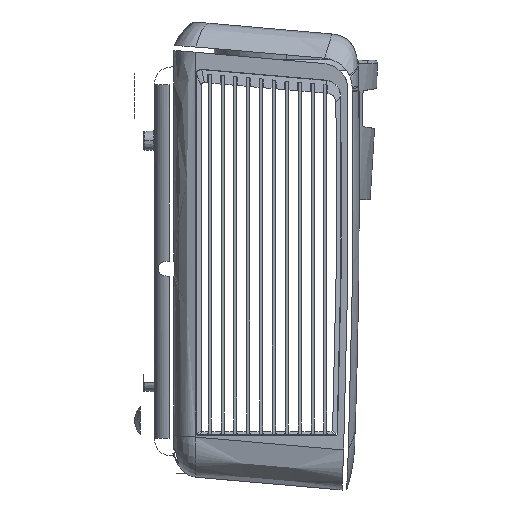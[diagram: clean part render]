
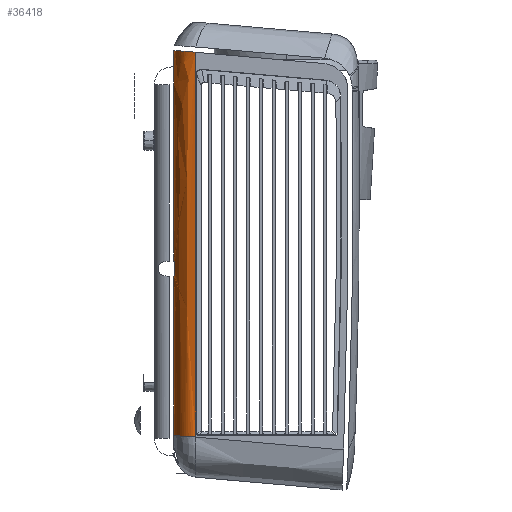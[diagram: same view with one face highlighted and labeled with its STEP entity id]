
A CAD part, left-side view. The second image highlights one B-rep face of the part: STEP entity #36418.
In plain terms, the highlighted free-form (B-spline) face has degree [3, 3] with [7, 4] control points.
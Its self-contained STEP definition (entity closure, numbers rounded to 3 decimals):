
#35522=CARTESIAN_POINT('',(-95.742,67.481,-24.5));
#35523=CARTESIAN_POINT('',(-95.742,67.481,
-23.989));
#35524=CARTESIAN_POINT('',(-95.586,67.515,
-23.019));
#35525=CARTESIAN_POINT('',(-94.896,67.648,
-21.655));
#35526=CARTESIAN_POINT('',(-93.813,67.816,
-20.579));
#35527=CARTESIAN_POINT('',(-92.445,67.956,
-19.898));
#35528=CARTESIAN_POINT('',(-91.47,67.996,
-19.75));
#35529=CARTESIAN_POINT('',(-90.96,68.,
-19.754));
#35531=DIRECTION('',(0.,0.,1.));
#35532=VECTOR('',#35531,109.754);
#35533=CARTESIAN_POINT('',(-90.96,68.,
-19.754));
#35534=LINE('',#35533,#35532);
#35535=CARTESIAN_POINT('',(-90.968,68.,
90.));
#35536=CARTESIAN_POINT('',(-90.965,68.,
90.198));
#35537=CARTESIAN_POINT('',(-90.95,68.,
90.598));
#35538=CARTESIAN_POINT('',(-90.908,68.,
91.208));
#35539=CARTESIAN_POINT('',(-90.856,68.,
91.621));
#35540=CARTESIAN_POINT('',(-90.826,68.,
91.828));
#35542=DIRECTION('',(0.,0.,1.));
#35543=VECTOR('',#35542,19.4);
#35544=CARTESIAN_POINT('',(-90.826,68.,
91.828));
#35545=LINE('',#35544,#35543);
#35546=CARTESIAN_POINT('',(-90.826,68.,
111.229));
#35547=CARTESIAN_POINT('',(-91.756,68.,
111.229));
#35548=CARTESIAN_POINT('',(-93.617,67.905,111.22));
#35549=CARTESIAN_POINT('',(-96.373,67.484,
111.183));
#35550=CARTESIAN_POINT('',(-98.988,66.802,
111.124));
#35551=CARTESIAN_POINT('',(-101.368,65.902,
111.045));
#35552=CARTESIAN_POINT('',(-103.468,64.843,
110.952));
#35553=CARTESIAN_POINT('',(-105.276,63.666,
110.849));
#35554=CARTESIAN_POINT('',(-106.8,62.406,
110.739));
#35555=CARTESIAN_POINT('',(-108.044,61.107,
110.626));
#35556=CARTESIAN_POINT('',(-109.031,59.791,
110.51));
#35557=CARTESIAN_POINT('',(-109.79,58.46,
110.394));
#35558=CARTESIAN_POINT('',(-110.334,57.135,
110.278));
#35559=CARTESIAN_POINT('',(-110.686,55.814,
110.162));
#35560=CARTESIAN_POINT('',(-110.799,54.936,
110.086));
#35561=CARTESIAN_POINT('',(-110.826,54.5,
110.047));
#35563=DIRECTION('',(0.,0.,-1.));
#35564=VECTOR('',#35563,239.267);
#35565=CARTESIAN_POINT('',(-110.826,54.5,
110.047));
#35566=LINE('',#35565,#35564);
#35567=CARTESIAN_POINT('',(-110.826,54.5,
-129.219));
#35568=CARTESIAN_POINT('',(-110.777,55.304,
-129.154));
#35569=CARTESIAN_POINT('',(-110.454,56.961,
-129.029));
#35570=CARTESIAN_POINT('',(-109.105,59.556,
-128.854));
#35571=CARTESIAN_POINT('',(-106.907,61.998,
-128.705));
#35572=CARTESIAN_POINT('',(-103.992,64.177,
-128.573));
#35573=CARTESIAN_POINT('',(-100.204,66.125,
-128.437));
#35574=CARTESIAN_POINT('',(-95.645,67.582,
-128.277));
#35575=CARTESIAN_POINT('',(-92.481,67.988,
-128.134));
#35576=CARTESIAN_POINT('',(-90.959,68.,
-128.046));
#35578=DIRECTION('',(0.,0.,1.));
#35579=VECTOR('',#35578,98.8);
#35580=CARTESIAN_POINT('',(-90.959,68.,
-128.046));
#35581=LINE('',#35580,#35579);
#35582=CARTESIAN_POINT('',(-90.967,68.,
-29.246));
#35583=CARTESIAN_POINT('',(-91.475,67.996,
-29.25));
#35584=CARTESIAN_POINT('',(-92.448,67.955,
-29.101));
#35585=CARTESIAN_POINT('',(-93.822,67.812,
-28.414));
#35586=CARTESIAN_POINT('',(-94.893,67.645,
-27.348));
#35587=CARTESIAN_POINT('',(-95.588,67.513,
-25.978));
#35588=CARTESIAN_POINT('',(-95.742,67.481,
-25.01));
#35589=CARTESIAN_POINT('',(-95.742,67.481,-24.5));
#36153=CARTESIAN_POINT('',(-110.826,54.5,
110.047));
#36155=VERTEX_POINT('',#36153);
#36157=VERTEX_POINT('',#35546);
#36168=VERTEX_POINT('',#35576);
#36169=VERTEX_POINT('',#35567);
#36179=VERTEX_POINT('',#35529);
#36180=VERTEX_POINT('',#35522);
#36181=CARTESIAN_POINT('',(-90.968,68.,
90.));
#36182=VERTEX_POINT('',#36181);
#36183=VERTEX_POINT('',#35540);
#36184=CARTESIAN_POINT('',(-90.967,68.,
-29.246));
#36185=VERTEX_POINT('',#36184);
#36370=CARTESIAN_POINT('',(-90.562,67.999,
116.031));
#36371=CARTESIAN_POINT('',(-90.58,67.999,
33.084));
#36372=CARTESIAN_POINT('',(-90.598,67.999,
-49.864));
#36373=CARTESIAN_POINT('',(-90.617,67.999,
-132.811));
#36374=CARTESIAN_POINT('',(-93.168,68.024,
116.026));
#36375=CARTESIAN_POINT('',(-93.002,68.024,
33.038));
#36376=CARTESIAN_POINT('',(-92.836,68.024,
-49.95));
#36377=CARTESIAN_POINT('',(-92.67,68.024,
-132.938));
#36378=CARTESIAN_POINT('',(-98.33,67.341,
115.96));
#36379=CARTESIAN_POINT('',(-97.948,67.343,
32.93));
#36380=CARTESIAN_POINT('',(-97.567,67.345,
-50.1));
#36381=CARTESIAN_POINT('',(-97.185,67.347,
-133.13));
#36382=CARTESIAN_POINT('',(-104.953,64.341,
115.699));
#36383=CARTESIAN_POINT('',(-104.592,64.396,
32.683));
#36384=CARTESIAN_POINT('',(-104.232,64.452,
-50.333));
#36385=CARTESIAN_POINT('',(-103.872,64.508,
-133.349));
#36386=CARTESIAN_POINT('',(-109.554,59.807,
115.309));
#36387=CARTESIAN_POINT('',(-109.42,59.917,
32.34));
#36388=CARTESIAN_POINT('',(-109.286,60.028,
-50.629));
#36389=CARTESIAN_POINT('',(-109.152,60.138,
-133.599));
#36390=CARTESIAN_POINT('',(-110.767,56.152,
114.993));
#36391=CARTESIAN_POINT('',(-110.769,56.218,
32.044));
#36392=CARTESIAN_POINT('',(-110.77,56.283,
-50.905));
#36393=CARTESIAN_POINT('',(-110.772,56.348,
-133.854));
#36394=CARTESIAN_POINT('',(-110.837,54.267,
114.829));
#36395=CARTESIAN_POINT('',(-110.837,54.259,
31.878));
#36396=CARTESIAN_POINT('',(-110.837,54.25,
-51.074));
#36397=CARTESIAN_POINT('',(-110.838,54.241,
-134.026));
#36398=B_SPLINE_SURFACE_WITH_KNOTS('',3,3,((#36370,#36371,#36372,#36373),
(#36374,#36375,#36376,#36377),(#36378,#36379,#36380,#36381),(#36382,#36383,
#36384,#36385),(#36386,#36387,#36388,#36389),(#36390,#36391,#36392,#36393),(
#36394,#36395,#36396,#36397)),.UNSPECIFIED.,.F.,.F.,.F.,(4,1,1,1,4),(4,4),(
0.003,0.255,0.499,0.742,
0.996),(0.,1.),.UNSPECIFIED.);
#36400=ORIENTED_EDGE('',*,*,#36399,.T.);
#36402=ORIENTED_EDGE('',*,*,#36401,.T.);
#36404=ORIENTED_EDGE('',*,*,#36403,.T.);
#36406=ORIENTED_EDGE('',*,*,#36405,.T.);
#36408=ORIENTED_EDGE('',*,*,#36407,.T.);
#36409=ORIENTED_EDGE('',*,*,#36343,.T.);
#36411=ORIENTED_EDGE('',*,*,#36410,.T.);
#36413=ORIENTED_EDGE('',*,*,#36412,.T.);
#36415=ORIENTED_EDGE('',*,*,#36414,.T.);
#36416=EDGE_LOOP('',(#36400,#36402,#36404,#36406,#36408,#36409,#36411,#36413,
#36415));
#36417=FACE_OUTER_BOUND('',#36416,.F.);
#35530=B_SPLINE_CURVE_WITH_KNOTS('',3,(#35522,#35523,#35524,#35525,#35526,
#35527,#35528,#35529),.UNSPECIFIED.,.F.,.F.,(4,1,1,1,1,4),(0.,0.2,0.4,
0.6,0.8,1.),.UNSPECIFIED.);
#35541=B_SPLINE_CURVE_WITH_KNOTS('',3,(#35535,#35536,#35537,#35538,#35539,
#35540),.UNSPECIFIED.,.F.,.F.,(4,1,1,4),(0.,0.333,
0.667,1.),.UNSPECIFIED.);
#35562=B_SPLINE_CURVE_WITH_KNOTS('',3,(#35546,#35547,#35548,#35549,#35550,
#35551,#35552,#35553,#35554,#35555,#35556,#35557,#35558,#35559,#35560,#35561),
.UNSPECIFIED.,.F.,.F.,(4,1,1,1,1,1,1,1,1,1,1,1,1,4),(0.,0.077,
0.154,0.231,0.308,0.385,
0.462,0.538,0.615,0.692,
0.769,0.846,0.923,1.),.UNSPECIFIED.);
#35577=B_SPLINE_CURVE_WITH_KNOTS('',3,(#35567,#35568,#35569,#35570,#35571,
#35572,#35573,#35574,#35575,#35576),.UNSPECIFIED.,.F.,.F.,(4,1,1,1,1,1,1,4),(
0.,0.143,0.286,0.429,0.571,
0.714,0.857,1.),.UNSPECIFIED.);
#35590=B_SPLINE_CURVE_WITH_KNOTS('',3,(#35582,#35583,#35584,#35585,#35586,
#35587,#35588,#35589),.UNSPECIFIED.,.F.,.F.,(4,1,1,1,1,4),(0.,0.2,0.4,
0.6,0.8,1.),.UNSPECIFIED.);
#36343=EDGE_CURVE('',#36155,#36169,#35566,.T.);
#36399=EDGE_CURVE('',#36180,#36179,#35530,.T.);
#36401=EDGE_CURVE('',#36179,#36182,#35534,.T.);
#36403=EDGE_CURVE('',#36182,#36183,#35541,.T.);
#36405=EDGE_CURVE('',#36183,#36157,#35545,.T.);
#36407=EDGE_CURVE('',#36157,#36155,#35562,.T.);
#36410=EDGE_CURVE('',#36169,#36168,#35577,.T.);
#36412=EDGE_CURVE('',#36168,#36185,#35581,.T.);
#36414=EDGE_CURVE('',#36185,#36180,#35590,.T.);
#36418=ADVANCED_FACE('',(#36417),#36398,.F.);
